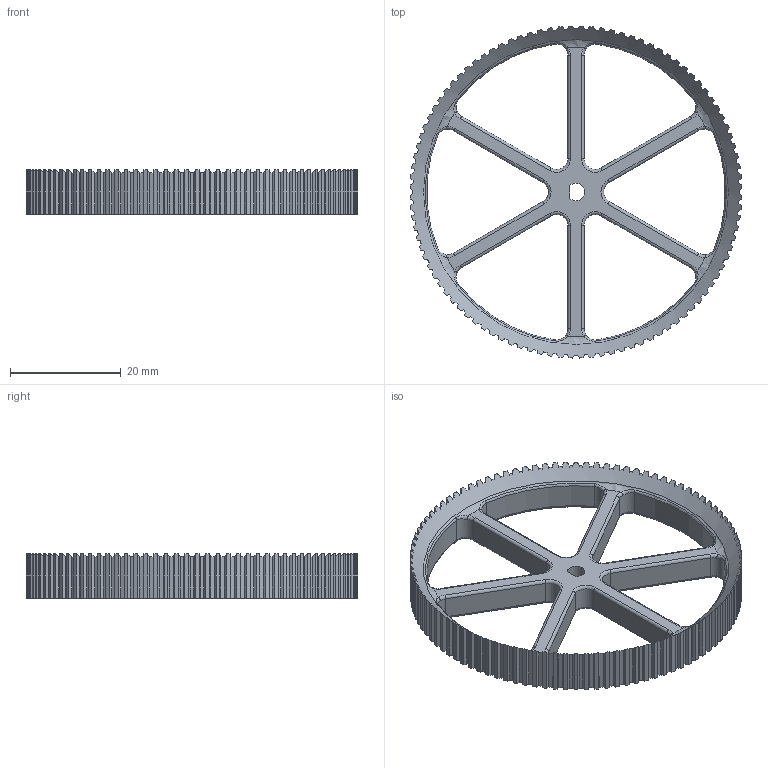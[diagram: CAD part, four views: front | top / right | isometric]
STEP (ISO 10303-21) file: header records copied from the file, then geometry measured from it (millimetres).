
FILE_DESCRIPTION(/* description */ (''),/* implementation_level */ '2;1');
FILE_NAME(/* name */ 'v2wheel.stp',/* time_stamp */ '2024-01-14T23:02:18-06:00',/* author */ ('Eric'),/* organization */ (''),/* preprocessor_version */ 'ST-DEVELOPER v20',/* originating_system */ 'Autodesk Inventor 2024',/* authorisation */ '');
FILE_SCHEMA (('AUTOMOTIVE_DESIGN { 1 0 10303 214 3 1 1 }'));
Length unit declared in the file: millimetre
Products named in the file (1): v2wheel
Bounding box: 59.99 x 59.99 x 8 mm (x, y, z)
Volume: 5552.7 mm3; surface area: 6037.8 mm2
Topology: 1 solids, 1 shells, 528 faces, 1510 edges, 978 vertices
Faces by surface type: plane 316, cylinder 149, torus 49, bspline 12, cone 2
Entity records: 17211 total; most frequent: CARTESIAN_POINT 4009, ORIENTED_EDGE 3020, DIRECTION 2610, EDGE_CURVE 1510, VERTEX_POINT 978, AXIS2_PLACEMENT_3D 910, LINE 790, VECTOR 790
